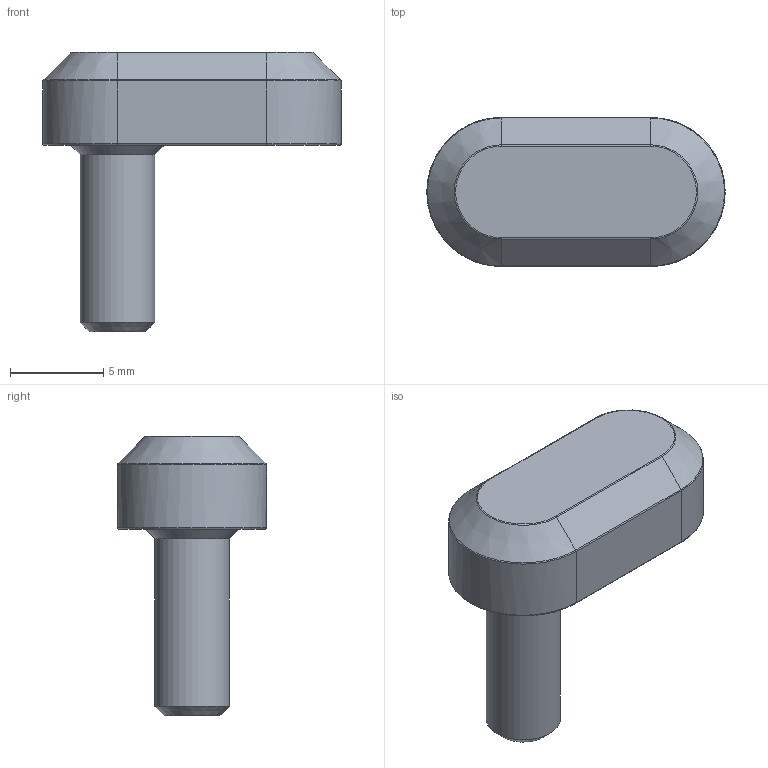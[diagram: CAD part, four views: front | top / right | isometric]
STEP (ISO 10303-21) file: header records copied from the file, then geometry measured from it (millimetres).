
FILE_DESCRIPTION(('FreeCAD Model'),'2;1');
FILE_NAME('Open CASCADE Shape Model','2024-12-11T07:30:42',('Author'),( ''),'Open CASCADE STEP processor 7.6','FreeCAD','Unknown');
FILE_SCHEMA(('AUTOMOTIVE_DESIGN { 1 0 10303 214 1 1 1 1 }'));
Length unit declared in the file: millimetre
Products named in the file (1): Mount_adjustment_hook_1
Bounding box: 16 x 8 x 15 mm (x, y, z)
Volume: 654.4 mm3; surface area: 511.3 mm2
Topology: 1 solids, 1 shells, 26 faces, 51 edges, 28 vertices
Faces by surface type: cylinder 9, plane 7, cone 4, torus 4, bspline 2
Full cylindrical faces by diameter (mm): 4 x1
Entity records: 743 total; most frequent: CARTESIAN_POINT 192, DIRECTION 119, ORIENTED_EDGE 102, EDGE_CURVE 51, AXIS2_PLACEMENT_3D 48, VERTEX_POINT 28, FACE_BOUND 27, EDGE_LOOP 27
